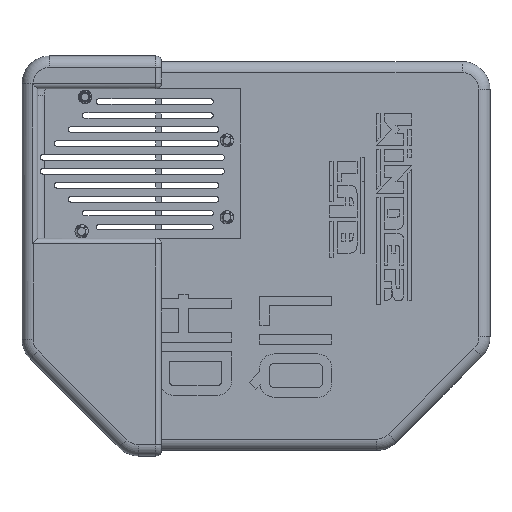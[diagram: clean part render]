
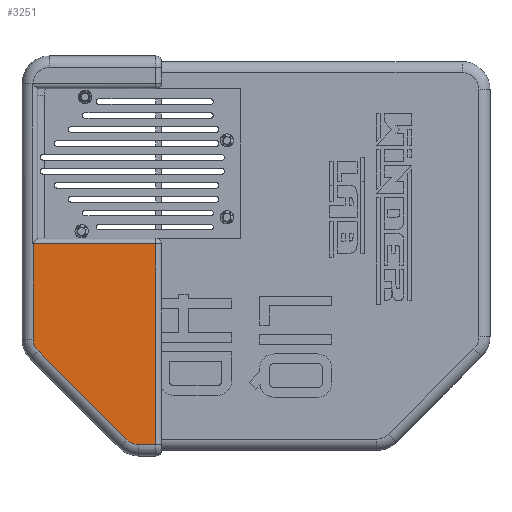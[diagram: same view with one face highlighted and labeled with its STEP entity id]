
A CAD part, top view. The second image highlights one B-rep face of the part: STEP entity #3251.
In plain terms, the highlighted planar face has unit normal (0, 0, 1).
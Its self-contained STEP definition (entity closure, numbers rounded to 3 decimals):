
#3186=CARTESIAN_POINT('',(136.473,-124.93,39.5));
#3187=DIRECTION('',(0.,0.,1.));
#3188=DIRECTION('',(-0.707,-0.707,0.));
#3189=AXIS2_PLACEMENT_3D('',#3186,#3187,#3188);
#3190=PLANE('',#3189);
#3191=CARTESIAN_POINT('',(26.424,-185.75,39.5));
#3192=VERTEX_POINT('',#3191);
#3193=CARTESIAN_POINT('',(26.424,-113.769,39.5));
#3194=VERTEX_POINT('',#3193);
#3195=CARTESIAN_POINT('',(26.424,-185.75,39.5));
#3196=DIRECTION('',(-0.,1.,0.));
#3197=VECTOR('',#3196,71.981);
#3198=LINE('',#3195,#3197);
#3199=EDGE_CURVE('',#3192,#3194,#3198,.T.);
#3200=ORIENTED_EDGE('',*,*,#3199,.T.);
#3201=CARTESIAN_POINT('',(-17.576,-113.769,39.5));
#3202=VERTEX_POINT('',#3201);
#3203=CARTESIAN_POINT('',(26.424,-113.769,39.5));
#3204=DIRECTION('',(-1.,-0.,0.));
#3205=VECTOR('',#3204,44.);
#3206=LINE('',#3203,#3205);
#3207=EDGE_CURVE('',#3194,#3202,#3206,.T.);
#3208=ORIENTED_EDGE('',*,*,#3207,.T.);
#3209=CARTESIAN_POINT('',(-17.576,-147.901,39.5));
#3210=VERTEX_POINT('',#3209);
#3211=CARTESIAN_POINT('',(-17.576,-113.769,39.5));
#3212=DIRECTION('',(0.,-1.,0.));
#3213=VECTOR('',#3212,34.132);
#3214=LINE('',#3211,#3213);
#3215=EDGE_CURVE('',#3202,#3210,#3214,.T.);
#3216=ORIENTED_EDGE('',*,*,#3215,.T.);
#3217=CARTESIAN_POINT('',(-15.819,-152.143,39.5));
#3218=VERTEX_POINT('',#3217);
#3219=CARTESIAN_POINT('',(-11.576,-147.901,39.5));
#3220=DIRECTION('',(0.,0.,1.));
#3221=DIRECTION('',(1.,0.,-0.));
#3222=AXIS2_PLACEMENT_3D('',#3219,#3220,#3221);
#3223=CIRCLE('',#3222,6.);
#3224=EDGE_CURVE('',#3210,#3218,#3223,.T.);
#3225=ORIENTED_EDGE('',*,*,#3224,.T.);
#3226=CARTESIAN_POINT('',(16.03,-183.993,39.5));
#3227=VERTEX_POINT('',#3226);
#3228=CARTESIAN_POINT('',(-15.819,-152.143,39.5));
#3229=DIRECTION('',(0.707,-0.707,0.));
#3230=VECTOR('',#3229,45.042);
#3231=LINE('',#3228,#3230);
#3232=EDGE_CURVE('',#3218,#3227,#3231,.T.);
#3233=ORIENTED_EDGE('',*,*,#3232,.T.);
#3234=CARTESIAN_POINT('',(20.273,-185.75,39.5));
#3235=VERTEX_POINT('',#3234);
#3236=CARTESIAN_POINT('',(20.273,-179.75,39.5));
#3237=DIRECTION('',(0.,0.,1.));
#3238=DIRECTION('',(1.,0.,-0.));
#3239=AXIS2_PLACEMENT_3D('',#3236,#3237,#3238);
#3240=CIRCLE('',#3239,6.);
#3241=EDGE_CURVE('',#3227,#3235,#3240,.T.);
#3242=ORIENTED_EDGE('',*,*,#3241,.T.);
#3243=CARTESIAN_POINT('',(20.273,-185.75,39.5));
#3244=DIRECTION('',(1.,0.,-0.));
#3245=VECTOR('',#3244,6.151);
#3246=LINE('',#3243,#3245);
#3247=EDGE_CURVE('',#3235,#3192,#3246,.T.);
#3248=ORIENTED_EDGE('',*,*,#3247,.T.);
#3249=EDGE_LOOP('',(#3200,#3208,#3216,#3225,#3233,#3242,#3248));
#3250=FACE_BOUND('',#3249,.T.);
#3251=ADVANCED_FACE('',(#3250),#3190,.T.);
